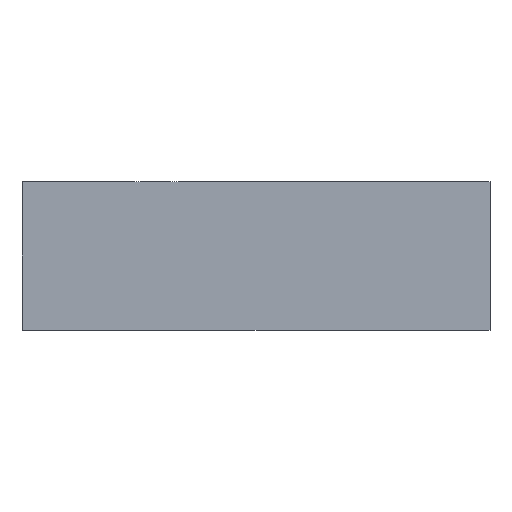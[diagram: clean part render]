
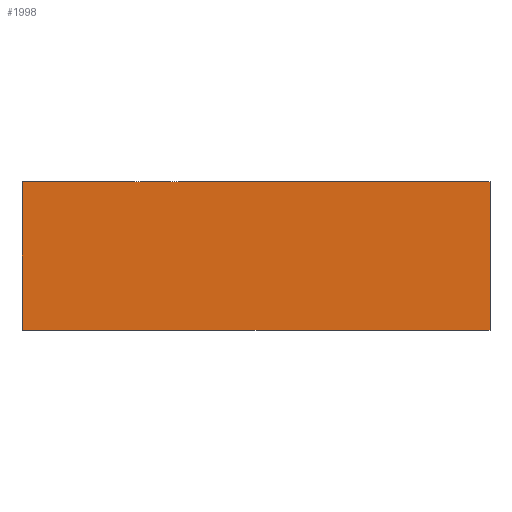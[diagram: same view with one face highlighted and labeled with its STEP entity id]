
A CAD part, front view. The second image highlights one B-rep face of the part: STEP entity #1998.
In plain terms, the highlighted face is planar.
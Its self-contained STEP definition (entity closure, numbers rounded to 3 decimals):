
#371=ORIENTED_EDGE('',*,*,#621,.F.);
#372=ORIENTED_EDGE('',*,*,#643,.F.);
#373=ORIENTED_EDGE('',*,*,#636,.T.);
#374=ORIENTED_EDGE('',*,*,#644,.T.);
#375=ORIENTED_EDGE('',*,*,#645,.F.);
#376=ORIENTED_EDGE('',*,*,#642,.F.);
#377=ORIENTED_EDGE('',*,*,#629,.T.);
#378=ORIENTED_EDGE('',*,*,#646,.F.);
#621=EDGE_CURVE('',#765,#766,#925,.F.);
#629=EDGE_CURVE('',#774,#773,#928,.T.);
#636=EDGE_CURVE('',#780,#779,#933,.T.);
#642=EDGE_CURVE('',#774,#782,#939,.T.);
#643=EDGE_CURVE('',#780,#765,#940,.T.);
#644=EDGE_CURVE('',#779,#783,#941,.T.);
#645=EDGE_CURVE('',#782,#783,#942,.T.);
#646=EDGE_CURVE('',#766,#773,#943,.T.);
#765=VERTEX_POINT('',#3070);
#766=VERTEX_POINT('',#3072);
#773=VERTEX_POINT('',#3102);
#774=VERTEX_POINT('',#3104);
#779=VERTEX_POINT('',#3122);
#780=VERTEX_POINT('',#3124);
#782=VERTEX_POINT('',#3134);
#783=VERTEX_POINT('',#3139);
#925=LINE('',#3071,#1088);
#928=LINE('',#3103,#1091);
#933=LINE('',#3123,#1096);
#939=LINE('',#3135,#1102);
#940=LINE('',#3137,#1103);
#941=LINE('',#3138,#1104);
#942=LINE('',#3140,#1105);
#943=LINE('',#3141,#1106);
#1088=VECTOR('',#2348,1000.);
#1091=VECTOR('',#2353,1000.);
#1096=VECTOR('',#2360,1000.);
#1102=VECTOR('',#2372,1000.);
#1103=VECTOR('',#2375,1000.);
#1104=VECTOR('',#2376,1000.);
#1105=VECTOR('',#2377,1000.);
#1106=VECTOR('',#2378,1000.);
#1191=EDGE_LOOP('',(#371,#372,#373,#374,#375,#376,#377,#378));
#1286=FACE_BOUND('',#1191,.T.);
#1364=PLANE('',#2077);
#1998=ADVANCED_FACE('',(#1286),#1364,.F.);
#2077=AXIS2_PLACEMENT_3D('',#3136,#2373,#2374);
#2348=DIRECTION('',(1.,0.,0.));
#2353=DIRECTION('',(1.,0.,0.));
#2360=DIRECTION('',(0.,0.,-1.));
#2372=DIRECTION('',(-1.,0.,0.));
#2373=DIRECTION('',(0.,-1.,0.));
#2374=DIRECTION('',(0.,0.,-1.));
#2375=DIRECTION('',(-1.,0.,0.));
#2376=DIRECTION('',(-1.,0.,0.));
#2377=DIRECTION('',(0.,0.,-1.));
#2378=DIRECTION('',(-1.,0.,0.));
#3070=CARTESIAN_POINT('',(1.6,2.05,1.3));
#3071=CARTESIAN_POINT('',(0.,2.05,1.3));
#3072=CARTESIAN_POINT('',(0.8,2.05,1.3));
#3102=CARTESIAN_POINT('',(-0.8,2.05,1.3));
#3103=CARTESIAN_POINT('',(2.05,2.05,1.3));
#3104=CARTESIAN_POINT('',(-1.6,2.05,1.3));
#3122=CARTESIAN_POINT('',(2.05,2.05,0.));
#3123=CARTESIAN_POINT('',(2.05,2.05,1.3));
#3124=CARTESIAN_POINT('',(2.05,2.05,1.3));
#3134=CARTESIAN_POINT('',(-2.05,2.05,1.3));
#3135=CARTESIAN_POINT('',(2.05,2.05,1.3));
#3136=CARTESIAN_POINT('',(2.05,2.05,1.3));
#3137=CARTESIAN_POINT('',(2.05,2.05,1.3));
#3138=CARTESIAN_POINT('',(2.05,2.05,0.));
#3139=CARTESIAN_POINT('',(-2.05,2.05,0.));
#3140=CARTESIAN_POINT('',(-2.05,2.05,1.3));
#3141=CARTESIAN_POINT('',(2.05,2.05,1.3));
